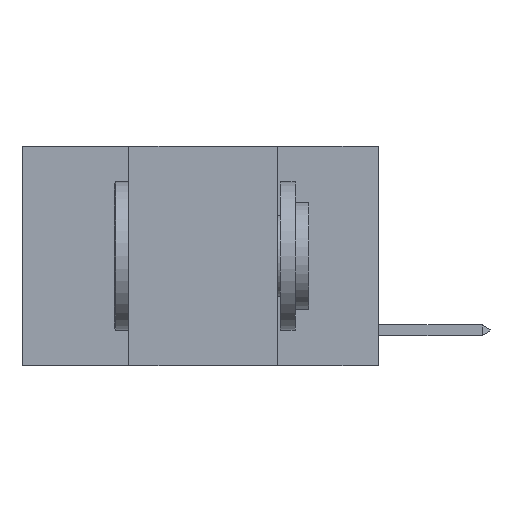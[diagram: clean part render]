
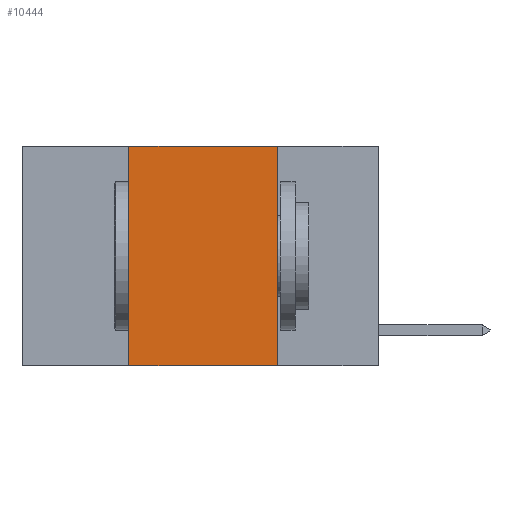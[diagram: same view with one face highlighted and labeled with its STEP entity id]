
A CAD part, left-side view. The second image highlights one B-rep face of the part: STEP entity #10444.
In plain terms, the highlighted planar face has unit normal (-1, 0, 0).
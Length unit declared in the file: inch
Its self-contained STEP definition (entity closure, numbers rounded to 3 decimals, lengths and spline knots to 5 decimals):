
#355 = CARTESIAN_POINT ( 'NONE',  ( 0., 0.17, -0.37 ) ) ;
#766 = EDGE_LOOP ( 'NONE', ( #9442, #4033, #7486, #14007 ) ) ;
#1231 = DIRECTION ( 'NONE',  ( 1., 0., 0. ) ) ;
#1994 = CARTESIAN_POINT ( 'NONE',  ( 0., 0.17, 0. ) ) ;
#2952 = FACE_OUTER_BOUND ( 'NONE', #766, .T. ) ;
#3327 = DIRECTION ( 'NONE',  ( 0., 0., -1. ) ) ;
#3667 = EDGE_CURVE ( 'NONE', #7548, #5917, #14104, .T. ) ;
#3798 = VECTOR ( 'NONE', #10464, 39.37008 ) ;
#4033 = ORIENTED_EDGE ( 'NONE', *, *, #3667, .F. ) ;
#5085 = VECTOR ( 'NONE', #14842, 39.37008 ) ;
#5917 = VERTEX_POINT ( 'NONE', #16445 ) ;
#6020 = EDGE_CURVE ( 'NONE', #9674, #16205, #15855, .T. ) ;
#6902 = EDGE_CURVE ( 'NONE', #9674, #7548, #15403, .T. ) ;
#7486 = ORIENTED_EDGE ( 'NONE', *, *, #6902, .F. ) ;
#7548 = VERTEX_POINT ( 'NONE', #15238 ) ;
#7595 = CARTESIAN_POINT ( 'NONE',  ( 0., 0.6, -0.37 ) ) ;
#8645 = EDGE_CURVE ( 'NONE', #5917, #16205, #10278, .T. ) ;
#9147 = CARTESIAN_POINT ( 'NONE',  ( 0., 0.6, 0. ) ) ;
#9442 = ORIENTED_EDGE ( 'NONE', *, *, #8645, .F. ) ;
#9674 = VERTEX_POINT ( 'NONE', #13162 ) ;
#10278 = LINE ( 'NONE', #1994, #13323 ) ;
#10293 = DIRECTION ( 'NONE',  ( 0., 0., -1. ) ) ;
#10444 = ADVANCED_FACE ( 'NONE', ( #2952 ), #16723, .F. ) ;
#10464 = DIRECTION ( 'NONE',  ( 0., -1., 0. ) ) ;
#11549 = CARTESIAN_POINT ( 'NONE',  ( 0., 0.6, 0. ) ) ;
#12014 = VECTOR ( 'NONE', #15311, 39.37008 ) ;
#13162 = CARTESIAN_POINT ( 'NONE',  ( 0., 0.42, -0.37 ) ) ;
#13323 = VECTOR ( 'NONE', #3327, 39.37008 ) ;
#13405 = AXIS2_PLACEMENT_3D ( 'NONE', #11549, #1231, #10293 ) ;
#13565 = CARTESIAN_POINT ( 'NONE',  ( 0., 0.42, 0. ) ) ;
#14007 = ORIENTED_EDGE ( 'NONE', *, *, #6020, .T. ) ;
#14104 = LINE ( 'NONE', #9147, #3798 ) ;
#14842 = DIRECTION ( 'NONE',  ( 0., 0., 1. ) ) ;
#15238 = CARTESIAN_POINT ( 'NONE',  ( 0., 0.42, 0. ) ) ;
#15311 = DIRECTION ( 'NONE',  ( 0., -1., 0. ) ) ;
#15403 = LINE ( 'NONE', #13565, #5085 ) ;
#15855 = LINE ( 'NONE', #7595, #12014 ) ;
#16205 = VERTEX_POINT ( 'NONE', #355 ) ;
#16445 = CARTESIAN_POINT ( 'NONE',  ( 0., 0.17, 0. ) ) ;
#16723 = PLANE ( 'NONE',  #13405 ) ;
